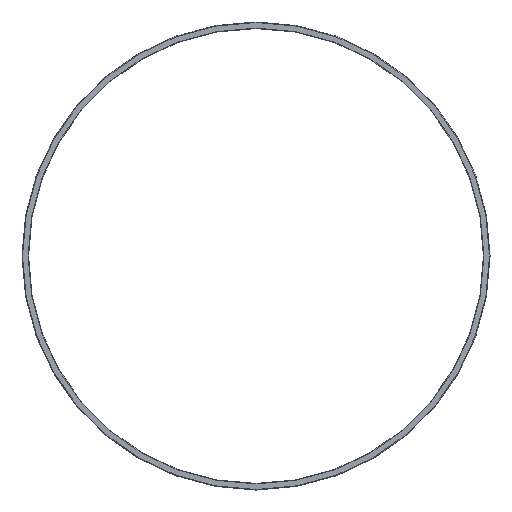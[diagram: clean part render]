
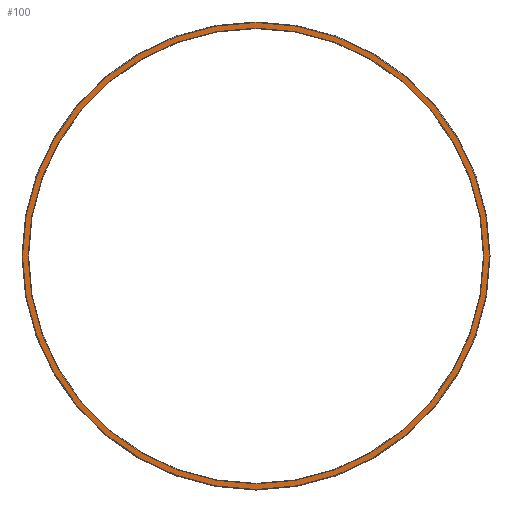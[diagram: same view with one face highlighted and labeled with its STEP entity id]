
A CAD part, left-side view. The second image highlights one B-rep face of the part: STEP entity #100.
In plain terms, the highlighted planar face has unit normal (-1, 0, 0).
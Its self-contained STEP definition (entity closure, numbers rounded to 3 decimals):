
#26=ORIENTED_EDGE('',*,*,#42,.T.);
#27=ORIENTED_EDGE('',*,*,#43,.T.);
#42=EDGE_CURVE('',#50,#50,#58,.T.);
#43=EDGE_CURVE('',#51,#51,#59,.F.);
#50=VERTEX_POINT('',#174);
#51=VERTEX_POINT('',#176);
#58=CIRCLE('',#122,85.45);
#59=CIRCLE('',#123,83.385);
#66=EDGE_LOOP('',(#26));
#67=EDGE_LOOP('',(#27));
#82=FACE_BOUND('',#66,.T.);
#83=FACE_BOUND('',#67,.T.);
#98=PLANE('',#121);
#100=ADVANCED_FACE('',(#82,#83),#98,.T.);
#121=AXIS2_PLACEMENT_3D('',#172,#139,#140);
#122=AXIS2_PLACEMENT_3D('',#173,#141,#142);
#123=AXIS2_PLACEMENT_3D('',#175,#143,#144);
#139=DIRECTION('',(-1.,0.,0.));
#140=DIRECTION('',(0.,0.,1.));
#141=DIRECTION('',(-1.,0.,0.));
#142=DIRECTION('',(0.,0.,1.));
#143=DIRECTION('',(-1.,0.,0.));
#144=DIRECTION('',(0.,0.,1.));
#172=CARTESIAN_POINT('',(-1.2,0.,83.235));
#173=CARTESIAN_POINT('',(-1.2,0.,0.));
#174=CARTESIAN_POINT('',(-1.2,0.,85.45));
#175=CARTESIAN_POINT('',(-1.2,0.,0.));
#176=CARTESIAN_POINT('',(-1.2,0.,83.385));
